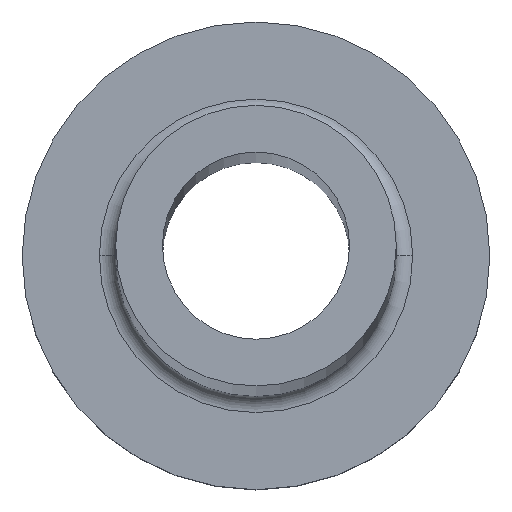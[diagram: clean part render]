
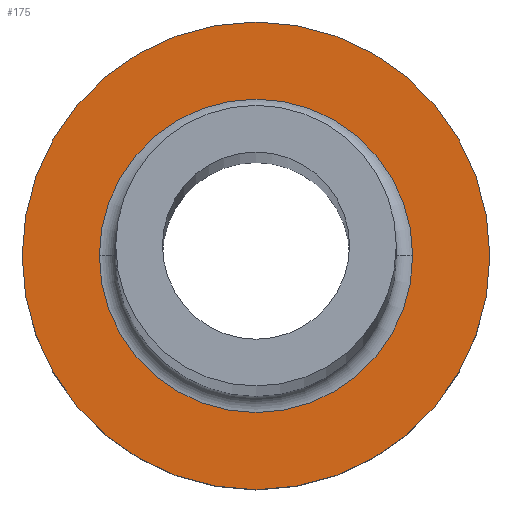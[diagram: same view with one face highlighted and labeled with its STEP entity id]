
A CAD part, top view. The second image highlights one B-rep face of the part: STEP entity #175.
In plain terms, the highlighted planar face has unit normal (0, 0, 1).
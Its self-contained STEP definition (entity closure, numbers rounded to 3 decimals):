
#9 = EDGE_CURVE ( 'NONE', #209, #94, #229, .T. ) ;
#11 = CARTESIAN_POINT ( 'NONE',  ( -6.7, 0., 7. ) ) ;
#13 = ORIENTED_EDGE ( 'NONE', *, *, #225, .T. ) ;
#19 = DIRECTION ( 'NONE',  ( 1., 0., 0. ) ) ;
#20 = DIRECTION ( 'NONE',  ( 1., 0., 0. ) ) ;
#36 = CIRCLE ( 'NONE', #275, 6.7 ) ;
#48 = CARTESIAN_POINT ( 'NONE',  ( 0., 0., 7. ) ) ;
#80 = CARTESIAN_POINT ( 'NONE',  ( 10., 0., 7. ) ) ;
#81 = CARTESIAN_POINT ( 'NONE',  ( 0., 0., 7. ) ) ;
#94 = VERTEX_POINT ( 'NONE', #193 ) ;
#100 = CARTESIAN_POINT ( 'NONE',  ( 0., 0., 7. ) ) ;
#107 = CARTESIAN_POINT ( 'NONE',  ( 0., 0., 7. ) ) ;
#122 = AXIS2_PLACEMENT_3D ( 'NONE', #48, #226, #19 ) ;
#132 = FACE_OUTER_BOUND ( 'NONE', #181, .T. ) ;
#143 = DIRECTION ( 'NONE',  ( 0., 0., 1. ) ) ;
#147 = EDGE_CURVE ( 'NONE', #240, #297, #365, .T. ) ;
#152 = AXIS2_PLACEMENT_3D ( 'NONE', #107, #143, #218 ) ;
#156 = ORIENTED_EDGE ( 'NONE', *, *, #147, .T. ) ;
#175 = ADVANCED_FACE ( 'NONE', ( #338, #132 ), #250, .T. ) ;
#181 = EDGE_LOOP ( 'NONE', ( #156, #266 ) ) ;
#193 = CARTESIAN_POINT ( 'NONE',  ( 6.7, 0., 7. ) ) ;
#196 = DIRECTION ( 'NONE',  ( 0., 0., 1. ) ) ;
#203 = CIRCLE ( 'NONE', #122, 10. ) ;
#209 = VERTEX_POINT ( 'NONE', #11 ) ;
#215 = DIRECTION ( 'NONE',  ( 1., 0., 0. ) ) ;
#218 = DIRECTION ( 'NONE',  ( 1., 0., 0. ) ) ;
#220 = DIRECTION ( 'NONE',  ( 0., 0., -1. ) ) ;
#225 = EDGE_CURVE ( 'NONE', #94, #209, #36, .T. ) ;
#226 = DIRECTION ( 'NONE',  ( 0., 0., 1. ) ) ;
#229 = CIRCLE ( 'NONE', #337, 6.7 ) ;
#239 = AXIS2_PLACEMENT_3D ( 'NONE', #81, #196, #329 ) ;
#240 = VERTEX_POINT ( 'NONE', #320 ) ;
#242 = ORIENTED_EDGE ( 'NONE', *, *, #9, .T. ) ;
#250 = PLANE ( 'NONE',  #239 ) ;
#251 = CARTESIAN_POINT ( 'NONE',  ( 0., 0., 7. ) ) ;
#266 = ORIENTED_EDGE ( 'NONE', *, *, #333, .T. ) ;
#275 = AXIS2_PLACEMENT_3D ( 'NONE', #100, #328, #215 ) ;
#297 = VERTEX_POINT ( 'NONE', #80 ) ;
#312 = EDGE_LOOP ( 'NONE', ( #13, #242 ) ) ;
#320 = CARTESIAN_POINT ( 'NONE',  ( -10., 0., 7. ) ) ;
#328 = DIRECTION ( 'NONE',  ( 0., 0., -1. ) ) ;
#329 = DIRECTION ( 'NONE',  ( 1., 0., 0. ) ) ;
#333 = EDGE_CURVE ( 'NONE', #297, #240, #203, .T. ) ;
#337 = AXIS2_PLACEMENT_3D ( 'NONE', #251, #220, #20 ) ;
#338 = FACE_BOUND ( 'NONE', #312, .T. ) ;
#365 = CIRCLE ( 'NONE', #152, 10. ) ;
